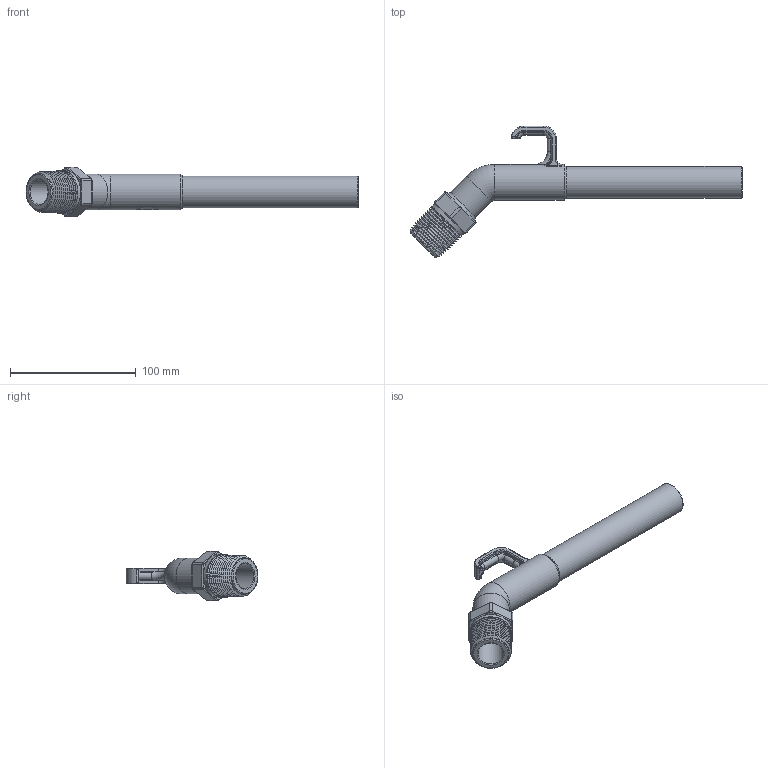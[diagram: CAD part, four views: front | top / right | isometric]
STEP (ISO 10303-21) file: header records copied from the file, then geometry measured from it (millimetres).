
FILE_DESCRIPTION(/* description */ ('1" Poly Nozzle Pipe'),/* implementation_level */ '2;1');
FILE_NAME(/* name */ 'V10161.stp',/* time_stamp */ '2017-01-12T10:26:52-05:00',/* author */ ('ALR'),/* organization */ (''),/* preprocessor_version */ 'ST-DEVELOPER v16.5',/* originating_system */ 'Autodesk Inventor 2017',/* authorisation */ '');
FILE_SCHEMA (('AUTOMOTIVE_DESIGN { 1 0 10303 214 3 1 1 }'));
Length unit declared in the file: inch
Products named in the file (1): V10161
Bounding box: 264.19 x 104.74 x 39.77 mm (x, y, z)
Volume: 81927.2 mm3; surface area: 46566.3 mm2
Topology: 1 solids, 1 shells, 408 faces, 1043 edges, 654 vertices
Faces by surface type: bspline 152, plane 117, cylinder 82, torus 41, cone 16
Full cylindrical faces by diameter (mm): 20.32 x2, 25.4 x1, 28.575 x2, 33.655 x2
Entity records: 26844 total; most frequent: CARTESIAN_POINT 17917, ORIENTED_EDGE 1948, DIRECTION 1647, EDGE_CURVE 974, VERTEX_POINT 625, AXIS2_PLACEMENT_3D 596, LINE 455, VECTOR 455
